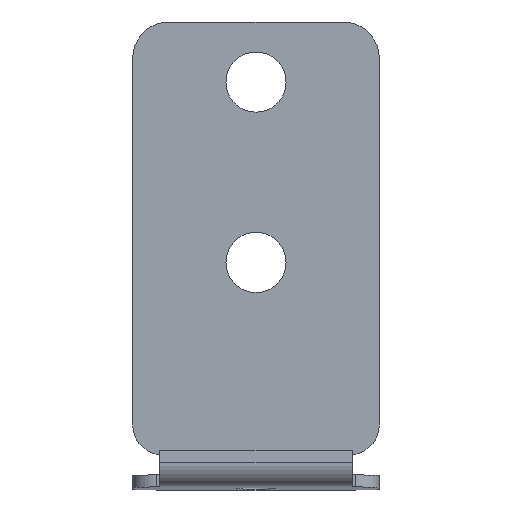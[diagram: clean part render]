
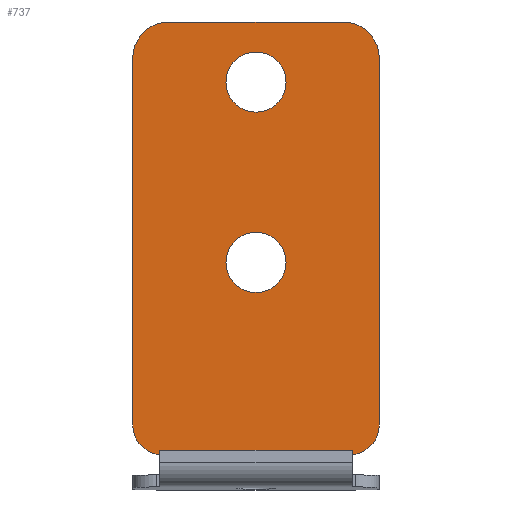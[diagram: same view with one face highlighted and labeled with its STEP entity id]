
A CAD part, top view. The second image highlights one B-rep face of the part: STEP entity #737.
In plain terms, the highlighted planar face has unit normal (0, 0, 1).
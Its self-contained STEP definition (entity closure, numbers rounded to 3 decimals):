
#20=FACE_BOUND('',#136,.T.);
#21=FACE_BOUND('',#137,.T.);
#47=PLANE('',#836);
#89=FACE_OUTER_BOUND('',#135,.T.);
#135=EDGE_LOOP('',(#668,#669,#670,#671,#672,#673,#674,#675,#676,#677));
#136=EDGE_LOOP('',(#678));
#137=EDGE_LOOP('',(#679));
#169=LINE('',#1161,#237);
#188=LINE('',#1213,#256);
#195=LINE('',#1245,#263);
#200=LINE('',#1258,#268);
#203=LINE('',#1266,#271);
#205=LINE('',#1271,#273);
#237=VECTOR('',#932,10.);
#256=VECTOR('',#993,10.);
#263=VECTOR('',#1024,10.);
#268=VECTOR('',#1039,10.);
#271=VECTOR('',#1048,10.);
#273=VECTOR('',#1056,10.);
#302=CIRCLE('',#821,2.5);
#303=CIRCLE('',#823,2.5);
#304=CIRCLE('',#826,2.5);
#305=CIRCLE('',#828,2.5);
#306=CIRCLE('',#831,3.);
#307=CIRCLE('',#834,3.);
#339=VERTEX_POINT('',#1158);
#340=VERTEX_POINT('',#1160);
#352=VERTEX_POINT('',#1211);
#362=VERTEX_POINT('',#1235);
#363=VERTEX_POINT('',#1239);
#364=VERTEX_POINT('',#1243);
#365=VERTEX_POINT('',#1244);
#366=VERTEX_POINT('',#1249);
#367=VERTEX_POINT('',#1253);
#368=VERTEX_POINT('',#1257);
#369=VERTEX_POINT('',#1261);
#370=VERTEX_POINT('',#1265);
#418=EDGE_CURVE('',#340,#339,#169,.T.);
#444=EDGE_CURVE('',#352,#339,#188,.T.);
#455=EDGE_CURVE('',#362,#362,#302,.T.);
#457=EDGE_CURVE('',#363,#363,#303,.T.);
#459=EDGE_CURVE('',#364,#365,#195,.T.);
#462=EDGE_CURVE('',#365,#366,#304,.T.);
#464=EDGE_CURVE('',#352,#367,#305,.T.);
#466=EDGE_CURVE('',#367,#368,#200,.T.);
#468=EDGE_CURVE('',#368,#369,#306,.T.);
#470=EDGE_CURVE('',#369,#370,#203,.T.);
#472=EDGE_CURVE('',#370,#364,#307,.T.);
#473=EDGE_CURVE('',#340,#366,#205,.T.);
#668=ORIENTED_EDGE('',*,*,#418,.T.);
#669=ORIENTED_EDGE('',*,*,#444,.F.);
#670=ORIENTED_EDGE('',*,*,#464,.T.);
#671=ORIENTED_EDGE('',*,*,#466,.T.);
#672=ORIENTED_EDGE('',*,*,#468,.T.);
#673=ORIENTED_EDGE('',*,*,#470,.T.);
#674=ORIENTED_EDGE('',*,*,#472,.T.);
#675=ORIENTED_EDGE('',*,*,#459,.T.);
#676=ORIENTED_EDGE('',*,*,#462,.T.);
#677=ORIENTED_EDGE('',*,*,#473,.F.);
#678=ORIENTED_EDGE('',*,*,#455,.T.);
#679=ORIENTED_EDGE('',*,*,#457,.T.);
#737=ADVANCED_FACE('',(#89,#20,#21),#47,.T.);
#821=AXIS2_PLACEMENT_3D('',#1236,#1014,#1015);
#823=AXIS2_PLACEMENT_3D('',#1240,#1019,#1020);
#826=AXIS2_PLACEMENT_3D('',#1250,#1029,#1030);
#828=AXIS2_PLACEMENT_3D('',#1254,#1034,#1035);
#831=AXIS2_PLACEMENT_3D('',#1262,#1043,#1044);
#834=AXIS2_PLACEMENT_3D('',#1269,#1052,#1053);
#836=AXIS2_PLACEMENT_3D('',#1272,#1057,#1058);
#932=DIRECTION('',(1.,0.,0.));
#993=DIRECTION('',(0.,-1.,0.));
#1014=DIRECTION('center_axis',(0.,0.,-1.));
#1015=DIRECTION('ref_axis',(-1.,0.,0.));
#1019=DIRECTION('center_axis',(0.,0.,-1.));
#1020=DIRECTION('ref_axis',(-1.,0.,0.));
#1024=DIRECTION('',(0.,-1.,0.));
#1029=DIRECTION('center_axis',(0.,0.,1.));
#1030=DIRECTION('ref_axis',(-1.,0.,0.));
#1034=DIRECTION('center_axis',(0.,0.,1.));
#1035=DIRECTION('ref_axis',(0.1,-0.995,0.));
#1039=DIRECTION('',(0.,1.,0.));
#1043=DIRECTION('center_axis',(0.,0.,1.));
#1044=DIRECTION('ref_axis',(1.,0.,0.));
#1048=DIRECTION('',(-1.,0.,0.));
#1052=DIRECTION('center_axis',(0.,0.,1.));
#1053=DIRECTION('ref_axis',(0.,1.,0.));
#1056=DIRECTION('',(0.,1.,0.));
#1057=DIRECTION('center_axis',(0.,0.,1.));
#1058=DIRECTION('ref_axis',(1.,0.,0.));
#1158=CARTESIAN_POINT('',(8.,-0.929,0.));
#1160=CARTESIAN_POINT('',(-8.,-0.929,0.));
#1161=CARTESIAN_POINT('',(4.,-0.929,0.));
#1211=CARTESIAN_POINT('',(8.,0.,0.));
#1213=CARTESIAN_POINT('',(8.,0.,0.));
#1235=CARTESIAN_POINT('',(2.5,16.,0.));
#1236=CARTESIAN_POINT('Origin',(0.,16.,0.));
#1239=CARTESIAN_POINT('',(2.5,31.,0.));
#1240=CARTESIAN_POINT('Origin',(0.,31.,0.));
#1243=CARTESIAN_POINT('',(-10.25,33.,0.));
#1244=CARTESIAN_POINT('',(-10.25,2.487,0.));
#1245=CARTESIAN_POINT('',(-10.25,33.,0.));
#1249=CARTESIAN_POINT('',(-8.,0.,0.));
#1250=CARTESIAN_POINT('Origin',(-7.75,2.487,0.));
#1253=CARTESIAN_POINT('',(10.25,2.487,0.));
#1254=CARTESIAN_POINT('Origin',(7.75,2.487,0.));
#1257=CARTESIAN_POINT('',(10.25,33.,0.));
#1258=CARTESIAN_POINT('',(10.25,2.487,0.));
#1261=CARTESIAN_POINT('',(7.25,36.,0.));
#1262=CARTESIAN_POINT('Origin',(7.25,33.,0.));
#1265=CARTESIAN_POINT('',(-7.25,36.,0.));
#1266=CARTESIAN_POINT('',(7.25,36.,0.));
#1269=CARTESIAN_POINT('Origin',(-7.25,33.,0.));
#1271=CARTESIAN_POINT('',(-8.,-3.,0.));
#1272=CARTESIAN_POINT('Origin',(0.,-1.5,0.));
